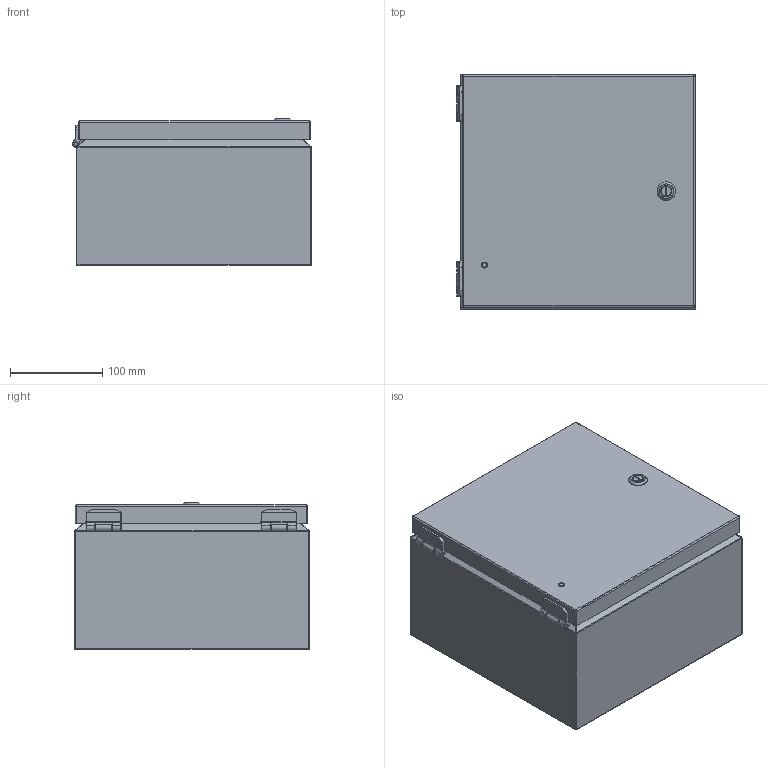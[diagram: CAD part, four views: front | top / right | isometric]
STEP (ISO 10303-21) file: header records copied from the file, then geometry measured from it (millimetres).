
FILE_DESCRIPTION (( 'STEP AP214' ), '1' );
FILE_NAME ('SCE-10106ELJ.STEP', '2021-01-12T23:06:53', ( '' ), ( '' ), 'SwSTEP 2.0', 'SolidWorks 2019', '' );
FILE_SCHEMA (( 'AUTOMOTIVE_DESIGN' ));
Length unit declared in the file: inch
Products named in the file (1): SCE-10106ELJ
Bounding box: 259.6 x 255.52 x 159.91 mm (x, y, z)
Volume: 612543.7 mm3; surface area: 758342.6 mm2
Topology: 34 solids, 36 shells, 1083 faces, 2603 edges, 1525 vertices
Faces by surface type: plane 394, cylinder 353, bspline 248, torus 48, cone 32, sphere 8
Full cylindrical faces by diameter (mm): 0.508 x2, 2.54 x2, 3.962 x2, 4.013 x2, 4.06 x4, 4.318 x4, 4.572 x2, 4.775 x6, 4.826 x5, 4.981 x1, 5.08 x1, 5.537 x2, 5.842 x2, 6.02 x2, 6.058 x1, 6.35 x8, 6.463 x1, 6.502 x2, 6.756 x2, 6.824 x1, 7.112 x4, 7.167 x1, 7.216 x4, 7.874 x1, 8.28 x1, 8.89 x1, 9.474 x4, 10.922 x1, 11.684 x1, 12.065 x1
Entity records: 59541 total; most frequent: CARTESIAN_POINT 22863, ORIENTED_EDGE 4678, DIRECTION 4103, EDGE_CURVE 2339, AXIS2_PLACEMENT_3D 1574, VERTEX_POINT 1488, EDGE_LOOP 1307, FACE_OUTER_BOUND 1184
